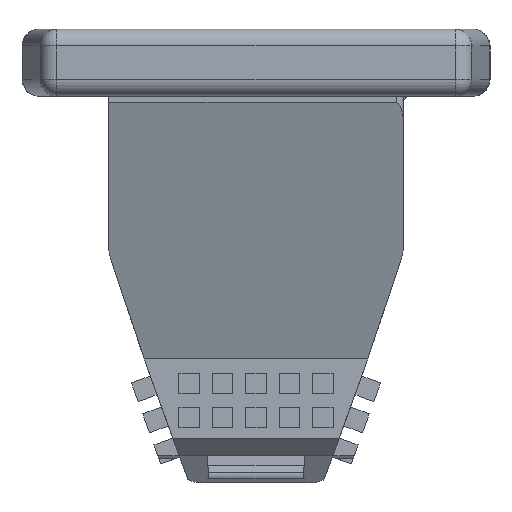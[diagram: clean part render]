
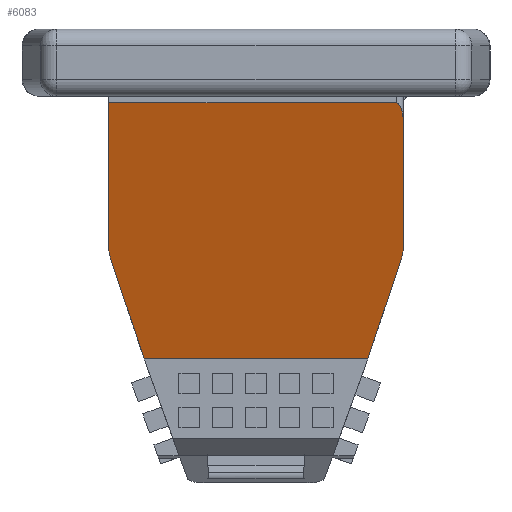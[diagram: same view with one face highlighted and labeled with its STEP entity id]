
A CAD part, front view. The second image highlights one B-rep face of the part: STEP entity #6083.
In plain terms, the highlighted planar face has unit normal (0, -0.954, -0.299).
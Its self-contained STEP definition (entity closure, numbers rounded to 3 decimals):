
#145=PLANE('',#6445);
#403=ELLIPSE('',#6443,1.048,1.);
#404=ELLIPSE('',#6446,0.668,0.2);
#405=ELLIPSE('',#6447,1.048,1.);
#435=FACE_OUTER_BOUND('',#768,.T.);
#768=EDGE_LOOP('',(#4017,#4018,#4019,#4020,#4021,#4022,#4023,#4024,#4025));
#1140=LINE('',#8375,#1838);
#1141=LINE('',#8379,#1839);
#1142=LINE('',#8381,#1840);
#1143=LINE('',#8385,#1841);
#1144=LINE('',#8387,#1842);
#1145=LINE('',#8388,#1843);
#1838=VECTOR('',#6867,10.);
#1839=VECTOR('',#6870,10.);
#1840=VECTOR('',#6871,10.);
#1841=VECTOR('',#6874,10.);
#1842=VECTOR('',#6875,10.);
#1843=VECTOR('',#6876,10.);
#2606=VERTEX_POINT('',#8365);
#2607=VERTEX_POINT('',#8366);
#2610=VERTEX_POINT('',#8374);
#2611=VERTEX_POINT('',#8376);
#2612=VERTEX_POINT('',#8378);
#2613=VERTEX_POINT('',#8380);
#2614=VERTEX_POINT('',#8382);
#2615=VERTEX_POINT('',#8384);
#2616=VERTEX_POINT('',#8386);
#3159=EDGE_CURVE('',#2606,#2607,#403,.T.);
#3163=EDGE_CURVE('',#2610,#2606,#1140,.T.);
#3164=EDGE_CURVE('',#2611,#2610,#404,.T.);
#3165=EDGE_CURVE('',#2612,#2611,#1141,.T.);
#3166=EDGE_CURVE('',#2612,#2613,#1142,.T.);
#3167=EDGE_CURVE('',#2614,#2613,#405,.T.);
#3168=EDGE_CURVE('',#2614,#2615,#1143,.T.);
#3169=EDGE_CURVE('',#2615,#2616,#1144,.T.);
#3170=EDGE_CURVE('',#2607,#2616,#1145,.T.);
#4017=ORIENTED_EDGE('',*,*,#3159,.F.);
#4018=ORIENTED_EDGE('',*,*,#3163,.F.);
#4019=ORIENTED_EDGE('',*,*,#3164,.F.);
#4020=ORIENTED_EDGE('',*,*,#3165,.F.);
#4021=ORIENTED_EDGE('',*,*,#3166,.T.);
#4022=ORIENTED_EDGE('',*,*,#3167,.F.);
#4023=ORIENTED_EDGE('',*,*,#3168,.T.);
#4024=ORIENTED_EDGE('',*,*,#3169,.T.);
#4025=ORIENTED_EDGE('',*,*,#3170,.F.);
#6083=ADVANCED_FACE('',(#435),#145,.F.);
#6443=AXIS2_PLACEMENT_3D('',#8367,#6859,#6860);
#6445=AXIS2_PLACEMENT_3D('',#8373,#6865,#6866);
#6446=AXIS2_PLACEMENT_3D('',#8377,#6868,#6869);
#6447=AXIS2_PLACEMENT_3D('',#8383,#6872,#6873);
#6859=DIRECTION('center_axis',(0.,0.954,
0.299));
#6860=DIRECTION('ref_axis',(0.,0.299,-0.954));
#6865=DIRECTION('center_axis',(0.,0.954,
0.299));
#6866=DIRECTION('ref_axis',(0.,0.299,-0.954));
#6867=DIRECTION('',(0.,0.299,-0.954));
#6868=DIRECTION('center_axis',(0.,0.954,
0.299));
#6869=DIRECTION('ref_axis',(0.,-0.299,0.954));
#6870=DIRECTION('',(1.,0.,0.));
#6871=DIRECTION('',(0.,0.299,-0.954));
#6872=DIRECTION('center_axis',(0.,0.954,
0.299));
#6873=DIRECTION('ref_axis',(0.,0.299,-0.954));
#6874=DIRECTION('',(0.305,0.285,-0.909));
#6875=DIRECTION('',(1.,0.,0.));
#6876=DIRECTION('',(-0.305,0.285,-0.909));
#8365=CARTESIAN_POINT('',(4.4,-1.546,-11.767));
#8366=CARTESIAN_POINT('',(4.348,-1.446,-12.085));
#8367=CARTESIAN_POINT('Origin',(3.4,-1.546,-11.767));
#8373=CARTESIAN_POINT('Origin',(6.35,-2.9,-7.453));
#8374=CARTESIAN_POINT('',(4.4,-2.7,-8.09));
#8375=CARTESIAN_POINT('',(4.4,-2.9,-7.453));
#8376=CARTESIAN_POINT('',(4.2,-2.9,-7.453));
#8377=CARTESIAN_POINT('Origin',(4.2,-2.7,-8.09));
#8378=CARTESIAN_POINT('',(-4.4,-2.9,-7.453));
#8379=CARTESIAN_POINT('',(5.462,-2.9,-7.453));
#8380=CARTESIAN_POINT('',(-4.4,-1.546,-11.767));
#8381=CARTESIAN_POINT('',(-4.4,-2.9,-7.453));
#8382=CARTESIAN_POINT('',(-4.348,-1.446,-12.085));
#8383=CARTESIAN_POINT('Origin',(-3.4,-1.546,-11.767));
#8384=CARTESIAN_POINT('',(-3.337,-0.5,-15.1));
#8385=CARTESIAN_POINT('',(-4.517,-1.604,-11.581));
#8386=CARTESIAN_POINT('',(3.337,-0.5,-15.1));
#8387=CARTESIAN_POINT('',(1.669,-0.5,-15.1));
#8388=CARTESIAN_POINT('',(6.002,-2.995,-7.152));
